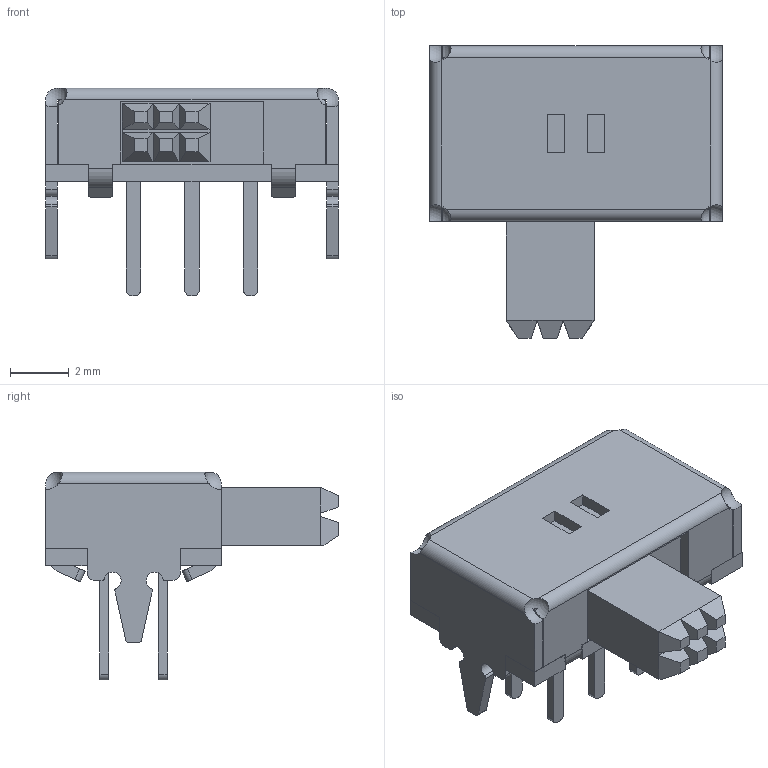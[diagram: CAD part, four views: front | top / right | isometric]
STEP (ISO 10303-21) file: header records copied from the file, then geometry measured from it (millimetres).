
FILE_DESCRIPTION(/* description */ ('Unknown'),/* implementation_level */ '2;1');
FILE_NAME(/* name */ 'EG2211',/* time_stamp */ '2024-10-31T15:10:41+02:00',/* author */ ('Unknown'),/* organization */ ('Unknown'),/* preprocessor_version */ 'ST-DEVELOPER v19.4',/* originating_system */ 'Solid Edge',/* authorisation */ 'Unknown');
FILE_SCHEMA (('AUTOMOTIVE_DESIGN {1 0 10303 214 3 1 1}'));
Length unit declared in the file: millimetre
Products named in the file (1): EG2211
Bounding box: 10.02 x 10.01 x 7.1 mm (x, y, z)
Volume: 214.1 mm3; surface area: 445.1 mm2
Topology: 1 solids, 1 shells, 217 faces, 612 edges, 398 vertices
Faces by surface type: plane 165, cylinder 48, sphere 4
Entity records: 8535 total; most frequent: CARTESIAN_POINT 1260, ORIENTED_EDGE 1224, DIRECTION 1168, EDGE_CURVE 612, LINE 476, VECTOR 476, VERTEX_POINT 398, AXIS2_PLACEMENT_3D 346
